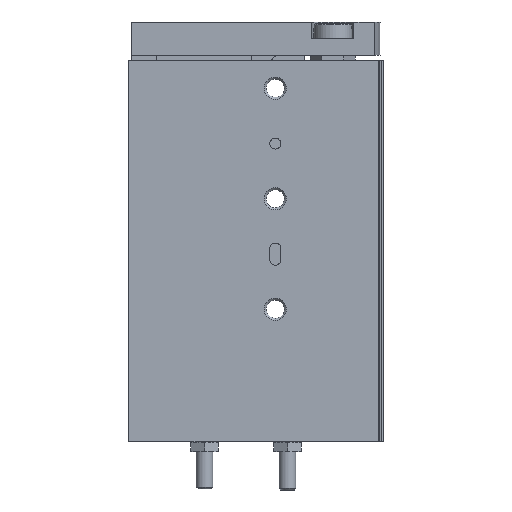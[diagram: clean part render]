
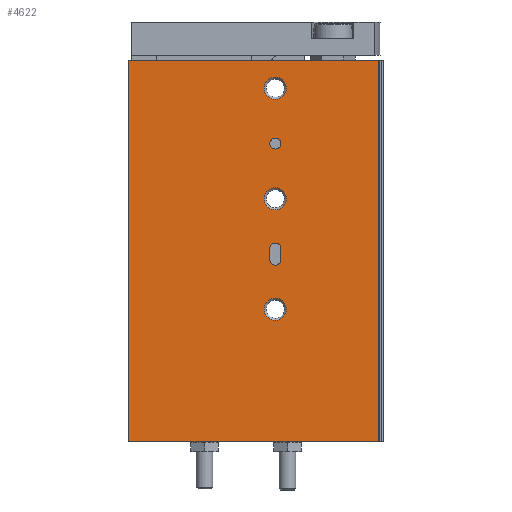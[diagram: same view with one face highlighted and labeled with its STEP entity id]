
A CAD part, front view. The second image highlights one B-rep face of the part: STEP entity #4622.
In plain terms, the highlighted planar face has unit normal (0, -1, 0).
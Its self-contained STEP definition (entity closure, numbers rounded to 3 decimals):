
#237=LINE('',#7081,#586);
#238=LINE('',#7085,#587);
#239=LINE('',#7090,#588);
#240=LINE('',#7101,#589);
#241=LINE('',#7103,#590);
#242=LINE('',#7105,#591);
#586=VECTOR('',#5621,1000.);
#587=VECTOR('',#5626,1000.);
#588=VECTOR('',#5629,1000.);
#589=VECTOR('',#5640,1000.);
#590=VECTOR('',#5641,1000.);
#591=VECTOR('',#5642,1000.);
#899=PLANE('',#4988);
#1154=ORIENTED_EDGE('',*,*,#2437,.F.);
#1155=ORIENTED_EDGE('',*,*,#2438,.F.);
#1156=ORIENTED_EDGE('',*,*,#2439,.F.);
#1157=ORIENTED_EDGE('',*,*,#2440,.F.);
#1158=ORIENTED_EDGE('',*,*,#2441,.F.);
#1159=ORIENTED_EDGE('',*,*,#2442,.F.);
#1160=ORIENTED_EDGE('',*,*,#2443,.F.);
#1161=ORIENTED_EDGE('',*,*,#2444,.F.);
#1162=ORIENTED_EDGE('',*,*,#2445,.T.);
#1163=ORIENTED_EDGE('',*,*,#2446,.F.);
#1164=ORIENTED_EDGE('',*,*,#2447,.F.);
#1165=ORIENTED_EDGE('',*,*,#2435,.T.);
#2435=EDGE_CURVE('',#3066,#3065,#237,.T.);
#2437=EDGE_CURVE('',#3067,#3068,#238,.T.);
#2438=EDGE_CURVE('',#3069,#3067,#3484,.F.);
#2439=EDGE_CURVE('',#3070,#3069,#239,.T.);
#2440=EDGE_CURVE('',#3068,#3070,#3485,.F.);
#2441=EDGE_CURVE('',#3071,#3071,#3486,.F.);
#2442=EDGE_CURVE('',#3072,#3072,#3487,.T.);
#2443=EDGE_CURVE('',#3073,#3073,#3488,.T.);
#2444=EDGE_CURVE('',#3074,#3074,#3489,.T.);
#2445=EDGE_CURVE('',#3065,#3075,#240,.T.);
#2446=EDGE_CURVE('',#3076,#3075,#241,.T.);
#2447=EDGE_CURVE('',#3066,#3076,#242,.T.);
#3065=VERTEX_POINT('',#7080);
#3066=VERTEX_POINT('',#7082);
#3067=VERTEX_POINT('',#7086);
#3068=VERTEX_POINT('',#7087);
#3069=VERTEX_POINT('',#7089);
#3070=VERTEX_POINT('',#7091);
#3071=VERTEX_POINT('',#7094);
#3072=VERTEX_POINT('',#7096);
#3073=VERTEX_POINT('',#7098);
#3074=VERTEX_POINT('',#7100);
#3075=VERTEX_POINT('',#7102);
#3076=VERTEX_POINT('',#7104);
#3484=CIRCLE('',#4989,1.);
#3485=CIRCLE('',#4990,1.);
#3486=CIRCLE('',#4991,1.);
#3487=CIRCLE('',#4992,2.);
#3488=CIRCLE('',#4993,2.);
#3489=CIRCLE('',#4994,2.);
#3698=EDGE_LOOP('',(#1154,#1155,#1156,#1157));
#3699=EDGE_LOOP('',(#1158));
#3700=EDGE_LOOP('',(#1159));
#3701=EDGE_LOOP('',(#1160));
#3702=EDGE_LOOP('',(#1161));
#3703=EDGE_LOOP('',(#1162,#1163,#1164,#1165));
#4123=FACE_BOUND('',#3698,.T.);
#4124=FACE_BOUND('',#3699,.T.);
#4125=FACE_BOUND('',#3700,.T.);
#4126=FACE_BOUND('',#3701,.T.);
#4127=FACE_BOUND('',#3702,.T.);
#4128=FACE_BOUND('',#3703,.T.);
#4622=ADVANCED_FACE('',(#4123,#4124,#4125,#4126,#4127,#4128),#899,.F.);
#4988=AXIS2_PLACEMENT_3D('',#7084,#5624,#5625);
#4989=AXIS2_PLACEMENT_3D('',#7088,#5627,#5628);
#4990=AXIS2_PLACEMENT_3D('',#7092,#5630,#5631);
#4991=AXIS2_PLACEMENT_3D('',#7093,#5632,#5633);
#4992=AXIS2_PLACEMENT_3D('',#7095,#5634,#5635);
#4993=AXIS2_PLACEMENT_3D('',#7097,#5636,#5637);
#4994=AXIS2_PLACEMENT_3D('',#7099,#5638,#5639);
#5621=DIRECTION('',(-1.,0.,0.));
#5624=DIRECTION('',(0.,1.,0.));
#5625=DIRECTION('',(0.,0.,1.));
#5626=DIRECTION('',(1.,0.,0.));
#5627=DIRECTION('',(0.,1.,0.));
#5628=DIRECTION('',(0.,0.,1.));
#5629=DIRECTION('',(-1.,0.,0.));
#5630=DIRECTION('',(0.,1.,0.));
#5631=DIRECTION('',(0.,0.,1.));
#5632=DIRECTION('',(0.,1.,0.));
#5633=DIRECTION('',(0.,0.,1.));
#5634=DIRECTION('',(0.,-1.,0.));
#5635=DIRECTION('',(0.,0.,-1.));
#5636=DIRECTION('',(0.,-1.,0.));
#5637=DIRECTION('',(0.,0.,-1.));
#5638=DIRECTION('',(0.,-1.,0.));
#5639=DIRECTION('',(0.,0.,-1.));
#5640=DIRECTION('',(0.,0.,-1.));
#5641=DIRECTION('',(-1.,0.,0.));
#5642=DIRECTION('',(0.,0.,-1.));
#7080=CARTESIAN_POINT('',(0.,0.,22.114));
#7081=CARTESIAN_POINT('',(69.,0.,22.114));
#7082=CARTESIAN_POINT('',(69.,0.,22.114));
#7084=CARTESIAN_POINT('',(69.,0.,22.114));
#7085=CARTESIAN_POINT('',(69.,0.,2.5));
#7086=CARTESIAN_POINT('',(34.,0.,2.5));
#7087=CARTESIAN_POINT('',(36.,0.,2.5));
#7088=CARTESIAN_POINT('',(34.,0.,3.5));
#7089=CARTESIAN_POINT('',(34.,0.,4.5));
#7090=CARTESIAN_POINT('',(69.,0.,4.5));
#7091=CARTESIAN_POINT('',(36.,0.,4.5));
#7092=CARTESIAN_POINT('',(36.,0.,3.5));
#7093=CARTESIAN_POINT('',(15.,0.,3.5));
#7094=CARTESIAN_POINT('',(15.,0.,4.5));
#7095=CARTESIAN_POINT('',(25.,0.,3.5));
#7096=CARTESIAN_POINT('',(25.,0.,1.5));
#7097=CARTESIAN_POINT('',(45.,0.,3.5));
#7098=CARTESIAN_POINT('',(45.,0.,1.5));
#7099=CARTESIAN_POINT('',(5.,0.,3.5));
#7100=CARTESIAN_POINT('',(5.,0.,1.5));
#7101=CARTESIAN_POINT('',(0.,0.,22.114));
#7102=CARTESIAN_POINT('',(0.,0.,-23.));
#7103=CARTESIAN_POINT('',(69.,0.,-23.));
#7104=CARTESIAN_POINT('',(69.,0.,-23.));
#7105=CARTESIAN_POINT('',(69.,0.,22.114));
